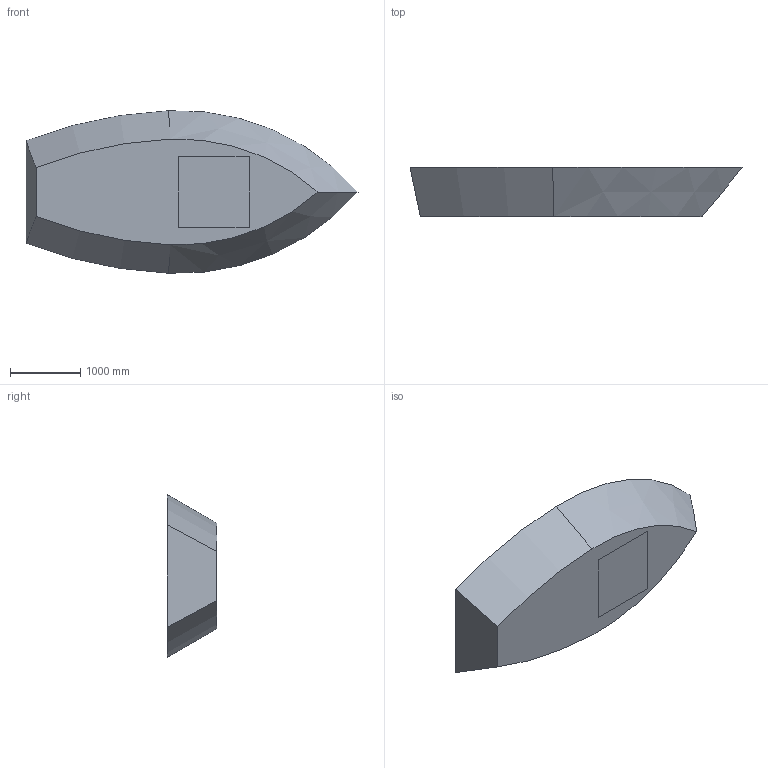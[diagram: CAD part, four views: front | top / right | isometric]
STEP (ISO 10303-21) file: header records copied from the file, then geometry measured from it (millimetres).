
FILE_DESCRIPTION (( 'STEP AP203' ), '1' );
FILE_NAME ('', '', ( '' ), ( '' ), '', '', '' );
FILE_SCHEMA (( 'CONFIG_CONTROL_DESIGN' ));
Length unit declared in the file: inch
Products named in the file (1): lodka1
Bounding box: 4714.45 x 700 x 2307.54 mm (x, y, z)
Surface area: 12852870.9 mm2 (no closed solid volume)
Topology: 0 solids, 1 shells, 7 faces, 19 edges, 14 vertices
Faces by surface type: cone 4, plane 3
Entity records: 316 total; most frequent: CARTESIAN_POINT 50, DIRECTION 42, ORIENTED_EDGE 33, EDGE_CURVE 19, AXIS2_PLACEMENT_3D 16, VERTEX_POINT 14, VECTOR 10, LINE 10
